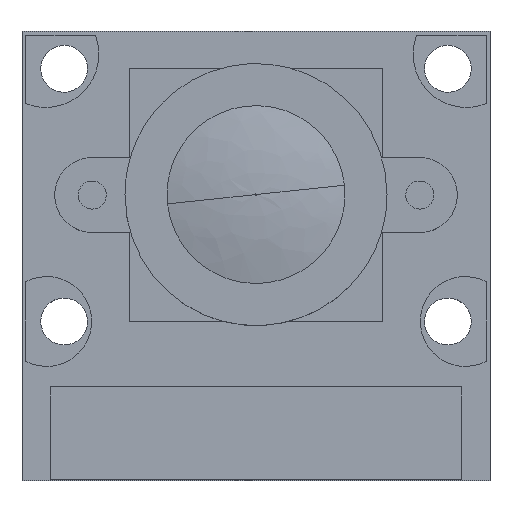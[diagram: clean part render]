
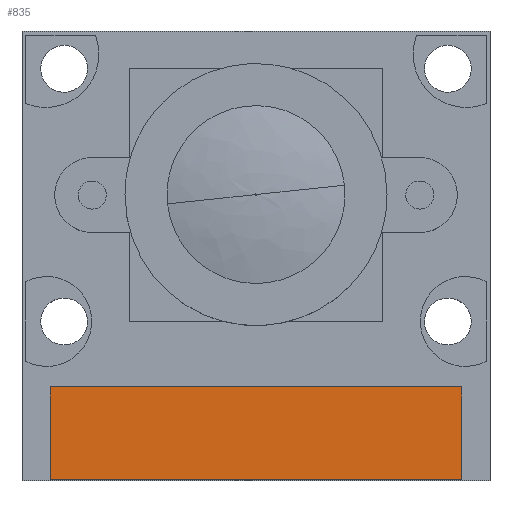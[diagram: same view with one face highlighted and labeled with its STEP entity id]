
A CAD part, top view. The second image highlights one B-rep face of the part: STEP entity #835.
In plain terms, the highlighted planar face has unit normal (0, 0, 1).
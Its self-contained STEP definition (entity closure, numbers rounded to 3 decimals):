
#133 = CARTESIAN_POINT ( 'NONE',  ( 11., -11.95, 2.5 ) ) ;
#354 = VERTEX_POINT ( 'NONE', #4322 ) ;
#420 = VECTOR ( 'NONE', #9934, 1000. ) ;
#486 = DIRECTION ( 'NONE',  ( 0., -1., 0. ) ) ;
#501 = ORIENTED_EDGE ( 'NONE', *, *, #5510, .T. ) ;
#581 = VERTEX_POINT ( 'NONE', #4737 ) ;
#777 = CARTESIAN_POINT ( 'NONE',  ( 11., -7., 2.5 ) ) ;
#835 = ADVANCED_FACE ( 'NONE', ( #9558 ), #7536, .T. ) ;
#1017 = AXIS2_PLACEMENT_3D ( 'NONE', #2517, #9018, #4016 ) ;
#1377 = CARTESIAN_POINT ( 'NONE',  ( 11., -7., 2.5 ) ) ;
#1640 = ORIENTED_EDGE ( 'NONE', *, *, #2598, .T. ) ;
#1897 = CARTESIAN_POINT ( 'NONE',  ( -11., -7., 2.5 ) ) ;
#2517 = CARTESIAN_POINT ( 'NONE',  ( 0., 0., 2.5 ) ) ;
#2598 = EDGE_CURVE ( 'NONE', #581, #354, #8437, .T. ) ;
#3389 = CARTESIAN_POINT ( 'NONE',  ( -11., -11.95, 2.5 ) ) ;
#3627 = VERTEX_POINT ( 'NONE', #777 ) ;
#4016 = DIRECTION ( 'NONE',  ( 1., 0., 0. ) ) ;
#4322 = CARTESIAN_POINT ( 'NONE',  ( 11., -11.95, 2.5 ) ) ;
#4737 = CARTESIAN_POINT ( 'NONE',  ( -11., -11.95, 2.5 ) ) ;
#4799 = VERTEX_POINT ( 'NONE', #1897 ) ;
#5183 = LINE ( 'NONE', #133, #10317 ) ;
#5315 = VECTOR ( 'NONE', #486, 1000. ) ;
#5510 = EDGE_CURVE ( 'NONE', #3627, #4799, #6426, .T. ) ;
#5537 = CARTESIAN_POINT ( 'NONE',  ( -11., -7., 2.5 ) ) ;
#6068 = EDGE_CURVE ( 'NONE', #354, #3627, #5183, .T. ) ;
#6426 = LINE ( 'NONE', #1377, #10374 ) ;
#6683 = DIRECTION ( 'NONE',  ( 0., 1., 0. ) ) ;
#7012 = ORIENTED_EDGE ( 'NONE', *, *, #6068, .T. ) ;
#7536 = PLANE ( 'NONE',  #1017 ) ;
#7701 = EDGE_CURVE ( 'NONE', #4799, #581, #10526, .T. ) ;
#7901 = DIRECTION ( 'NONE',  ( -1., 0., 0. ) ) ;
#8358 = EDGE_LOOP ( 'NONE', ( #10629, #1640, #7012, #501 ) ) ;
#8437 = LINE ( 'NONE', #3389, #420 ) ;
#9018 = DIRECTION ( 'NONE',  ( 0., 0., 1. ) ) ;
#9558 = FACE_OUTER_BOUND ( 'NONE', #8358, .T. ) ;
#9934 = DIRECTION ( 'NONE',  ( 1., 0., 0. ) ) ;
#10317 = VECTOR ( 'NONE', #6683, 1000. ) ;
#10374 = VECTOR ( 'NONE', #7901, 1000. ) ;
#10526 = LINE ( 'NONE', #5537, #5315 ) ;
#10629 = ORIENTED_EDGE ( 'NONE', *, *, #7701, .T. ) ;
